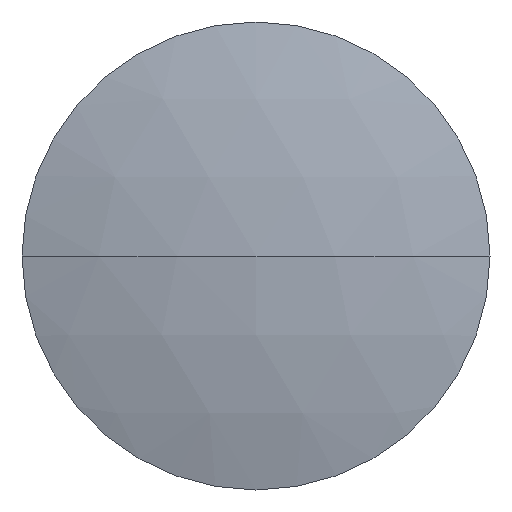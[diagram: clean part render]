
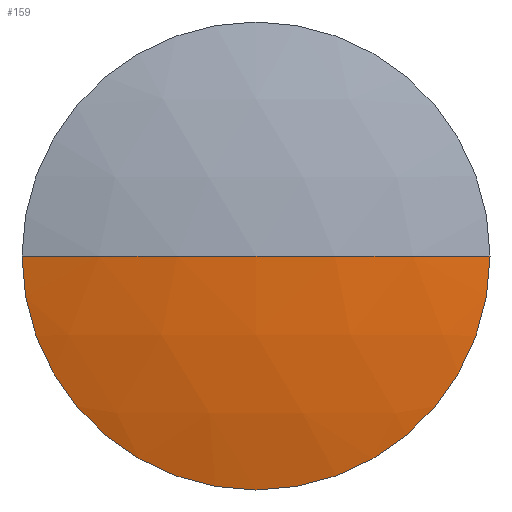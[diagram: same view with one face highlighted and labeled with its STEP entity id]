
A CAD part, left-side view. The second image highlights one B-rep face of the part: STEP entity #159.
In plain terms, the highlighted spherical face has radius 55 mm.
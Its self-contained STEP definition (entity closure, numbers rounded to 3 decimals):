
#9 = EDGE_CURVE ( 'NONE', #100, #164, #317, .T. ) ;
#36 = ORIENTED_EDGE ( 'NONE', *, *, #76, .T. ) ;
#46 = AXIS2_PLACEMENT_3D ( 'NONE', #217, #178, #149 ) ;
#50 = DIRECTION ( 'NONE',  ( -1., 0., 0. ) ) ;
#69 = CARTESIAN_POINT ( 'NONE',  ( 2.085, 0., 0. ) ) ;
#76 = EDGE_CURVE ( 'NONE', #164, #325, #268, .T. ) ;
#78 = CARTESIAN_POINT ( 'NONE',  ( 2.085, -15., 0. ) ) ;
#81 = EDGE_CURVE ( 'NONE', #90, #325, #127, .T. ) ;
#90 = VERTEX_POINT ( 'NONE', #379 ) ;
#91 = CARTESIAN_POINT ( 'NONE',  ( 0., 0., 0. ) ) ;
#100 = VERTEX_POINT ( 'NONE', #208 ) ;
#103 = CARTESIAN_POINT ( 'NONE',  ( 55., 0., 0. ) ) ;
#109 = DIRECTION ( 'NONE',  ( 0., 0., 1. ) ) ;
#114 = CARTESIAN_POINT ( 'NONE',  ( 2.085, 0., 0. ) ) ;
#127 = CIRCLE ( 'NONE', #135, 55. ) ;
#135 = AXIS2_PLACEMENT_3D ( 'NONE', #171, #307, #273 ) ;
#140 = ORIENTED_EDGE ( 'NONE', *, *, #9, .T. ) ;
#144 = SPHERICAL_SURFACE ( 'NONE', #46, 55. ) ;
#149 = DIRECTION ( 'NONE',  ( 0., 1., 0. ) ) ;
#151 = EDGE_CURVE ( 'NONE', #90, #100, #337, .T. ) ;
#159 = ADVANCED_FACE ( 'NONE', ( #419 ), #144, .T. ) ;
#161 = ORIENTED_EDGE ( 'NONE', *, *, #81, .F. ) ;
#164 = VERTEX_POINT ( 'NONE', #78 ) ;
#171 = CARTESIAN_POINT ( 'NONE',  ( 55., 0., 0. ) ) ;
#173 = DIRECTION ( 'NONE',  ( 0., 1., 0. ) ) ;
#178 = DIRECTION ( 'NONE',  ( 0., 0., -1. ) ) ;
#182 = AXIS2_PLACEMENT_3D ( 'NONE', #114, #50, #183 ) ;
#183 = DIRECTION ( 'NONE',  ( 0., 0., 1. ) ) ;
#189 = AXIS2_PLACEMENT_3D ( 'NONE', #69, #402, #109 ) ;
#196 = ORIENTED_EDGE ( 'NONE', *, *, #151, .T. ) ;
#208 = CARTESIAN_POINT ( 'NONE',  ( 2.085, 0., -15. ) ) ;
#217 = CARTESIAN_POINT ( 'NONE',  ( 55., 0., 0. ) ) ;
#227 = EDGE_LOOP ( 'NONE', ( #196, #140, #36, #161 ) ) ;
#233 = AXIS2_PLACEMENT_3D ( 'NONE', #103, #236, #173 ) ;
#236 = DIRECTION ( 'NONE',  ( 0., 0., -1. ) ) ;
#268 = CIRCLE ( 'NONE', #233, 55. ) ;
#273 = DIRECTION ( 'NONE',  ( 1., 0., 0. ) ) ;
#307 = DIRECTION ( 'NONE',  ( 0., 0., 1. ) ) ;
#317 = CIRCLE ( 'NONE', #189, 15. ) ;
#325 = VERTEX_POINT ( 'NONE', #91 ) ;
#337 = CIRCLE ( 'NONE', #182, 15. ) ;
#379 = CARTESIAN_POINT ( 'NONE',  ( 2.085, 15., 0. ) ) ;
#402 = DIRECTION ( 'NONE',  ( -1., 0., 0. ) ) ;
#419 = FACE_OUTER_BOUND ( 'NONE', #227, .T. ) ;
